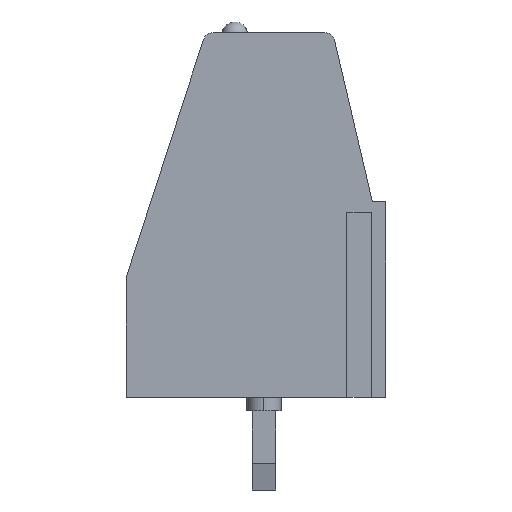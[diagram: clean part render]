
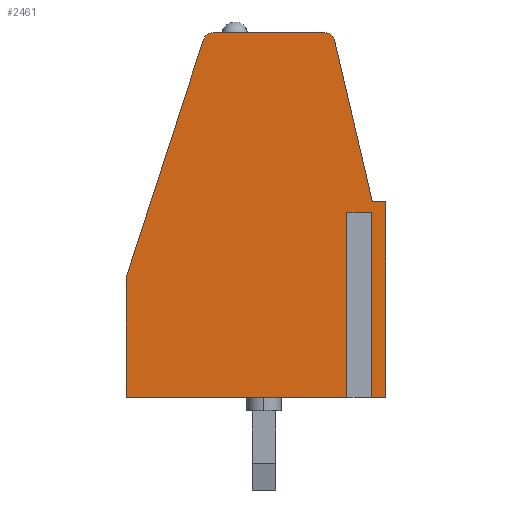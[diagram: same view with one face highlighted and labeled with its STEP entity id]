
A CAD part, left-side view. The second image highlights one B-rep face of the part: STEP entity #2461.
In plain terms, the highlighted planar face has unit normal (-1, 0, 0).
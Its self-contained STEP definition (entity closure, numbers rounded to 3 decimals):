
#2112=CARTESIAN_POINT('',(-5.08,-4.6,0.));
#2113=VERTEX_POINT('',#2112);
#2120=CARTESIAN_POINT('',(-5.08,-3.869,0.));
#2121=VERTEX_POINT('',#2120);
#2122=CARTESIAN_POINT('',(-5.08,-4.6,0.));
#2123=DIRECTION('',(0.0,1.0,0.0));
#2124=VECTOR('',#2123,0.731);
#2125=LINE('',#2122,#2124);
#2126=EDGE_CURVE('',#2113,#2121,#2125,.T.);
#2176=CARTESIAN_POINT('',(-5.08,-3.331,0.));
#2177=VERTEX_POINT('',#2176);
#2184=CARTESIAN_POINT('',(-5.08,5.2,0.));
#2185=VERTEX_POINT('',#2184);
#2186=CARTESIAN_POINT('',(-5.08,-3.331,0.));
#2187=DIRECTION('',(0.0,1.0,0.0));
#2188=VECTOR('',#2187,8.531);
#2189=LINE('',#2186,#2188);
#2190=EDGE_CURVE('',#2177,#2185,#2189,.T.);
#2366=CARTESIAN_POINT('',(-5.08,-5.09,-0.69));
#2367=DIRECTION('',(1.0,0.0,0.0));
#2368=DIRECTION('',(0.0,1.0,0.0));
#2369=AXIS2_PLACEMENT_3D('',#2366,#2367,#2368);
#2370=PLANE('',#2369);
#2371=CARTESIAN_POINT('',(-5.08,2.29,13.524));
#2372=VERTEX_POINT('',#2371);
#2373=CARTESIAN_POINT('',(-5.08,1.909,13.8));
#2374=VERTEX_POINT('',#2373);
#2375=CARTESIAN_POINT('',(-5.08,1.909,13.4));
#2376=DIRECTION('',(1.0,0.0,0.0));
#2377=DIRECTION('',(0.0,1.0,0.0));
#2378=AXIS2_PLACEMENT_3D('',#2375,#2376,#2377);
#2379=CIRCLE('',#2378,0.4);
#2380=EDGE_CURVE('',#2372,#2374,#2379,.T.);
#2381=ORIENTED_EDGE('',*,*,#2380,.F.);
#2382=CARTESIAN_POINT('',(-5.08,5.2,4.567));
#2383=VERTEX_POINT('',#2382);
#2384=CARTESIAN_POINT('',(-5.08,2.29,13.524));
#2385=DIRECTION('',(0.,0.309,-0.951));
#2386=VECTOR('',#2385,9.418);
#2387=LINE('',#2384,#2386);
#2388=EDGE_CURVE('',#2372,#2383,#2387,.T.);
#2389=ORIENTED_EDGE('',*,*,#2388,.T.);
#2390=CARTESIAN_POINT('',(-5.08,5.2,4.567));
#2391=DIRECTION('',(0.0,0.0,-1.0));
#2392=VECTOR('',#2391,4.567);
#2393=LINE('',#2390,#2392);
#2394=EDGE_CURVE('',#2383,#2185,#2393,.T.);
#2395=ORIENTED_EDGE('',*,*,#2394,.T.);
#2396=ORIENTED_EDGE('',*,*,#2190,.F.);
#2397=CARTESIAN_POINT('',(-5.08,-3.331,7.));
#2398=VERTEX_POINT('',#2397);
#2399=CARTESIAN_POINT('',(-5.08,-3.331,7.));
#2400=DIRECTION('',(0.0,0.0,-1.0));
#2401=VECTOR('',#2400,7.);
#2402=LINE('',#2399,#2401);
#2403=EDGE_CURVE('',#2398,#2177,#2402,.T.);
#2404=ORIENTED_EDGE('',*,*,#2403,.F.);
#2405=CARTESIAN_POINT('',(-5.08,-3.869,7.));
#2406=VERTEX_POINT('',#2405);
#2407=CARTESIAN_POINT('',(-5.08,-3.869,7.));
#2408=DIRECTION('',(0.0,1.0,0.0));
#2409=VECTOR('',#2408,0.538);
#2410=LINE('',#2407,#2409);
#2411=EDGE_CURVE('',#2406,#2398,#2410,.T.);
#2412=ORIENTED_EDGE('',*,*,#2411,.F.);
#2413=CARTESIAN_POINT('',(-5.08,-3.869,7.));
#2414=DIRECTION('',(0.0,0.0,-1.0));
#2415=VECTOR('',#2414,7.);
#2416=LINE('',#2413,#2415);
#2417=EDGE_CURVE('',#2406,#2121,#2416,.T.);
#2418=ORIENTED_EDGE('',*,*,#2417,.T.);
#2419=ORIENTED_EDGE('',*,*,#2126,.F.);
#2420=CARTESIAN_POINT('',(-5.08,-4.6,7.4));
#2421=VERTEX_POINT('',#2420);
#2422=CARTESIAN_POINT('',(-5.08,-4.6,7.4));
#2423=DIRECTION('',(0.0,0.0,-1.0));
#2424=VECTOR('',#2423,7.4);
#2425=LINE('',#2422,#2424);
#2426=EDGE_CURVE('',#2421,#2113,#2425,.T.);
#2427=ORIENTED_EDGE('',*,*,#2426,.F.);
#2428=CARTESIAN_POINT('',(-5.08,-4.1,7.4));
#2429=VERTEX_POINT('',#2428);
#2430=CARTESIAN_POINT('',(-5.08,-4.6,7.4));
#2431=DIRECTION('',(0.0,1.0,0.0));
#2432=VECTOR('',#2431,0.5);
#2433=LINE('',#2430,#2432);
#2434=EDGE_CURVE('',#2421,#2429,#2433,.T.);
#2435=ORIENTED_EDGE('',*,*,#2434,.T.);
#2436=CARTESIAN_POINT('',(-5.08,-2.672,13.491));
#2437=VERTEX_POINT('',#2436);
#2438=CARTESIAN_POINT('',(-5.08,-2.672,13.491));
#2439=DIRECTION('',(0.,-0.228,-0.974));
#2440=VECTOR('',#2439,6.256);
#2441=LINE('',#2438,#2440);
#2442=EDGE_CURVE('',#2437,#2429,#2441,.T.);
#2443=ORIENTED_EDGE('',*,*,#2442,.F.);
#2444=CARTESIAN_POINT('',(-5.08,-2.283,13.8));
#2445=VERTEX_POINT('',#2444);
#2446=CARTESIAN_POINT('',(-5.08,-2.283,13.4));
#2447=DIRECTION('',(1.0,0.0,0.0));
#2448=DIRECTION('',(0.0,1.0,0.0));
#2449=AXIS2_PLACEMENT_3D('',#2446,#2447,#2448);
#2450=CIRCLE('',#2449,0.4);
#2451=EDGE_CURVE('',#2445,#2437,#2450,.T.);
#2452=ORIENTED_EDGE('',*,*,#2451,.F.);
#2453=CARTESIAN_POINT('',(-5.08,-2.283,13.8));
#2454=DIRECTION('',(0.0,1.0,0.0));
#2455=VECTOR('',#2454,4.192);
#2456=LINE('',#2453,#2455);
#2457=EDGE_CURVE('',#2445,#2374,#2456,.T.);
#2458=ORIENTED_EDGE('',*,*,#2457,.T.);
#2459=EDGE_LOOP('',(#2381,#2389,#2395,#2396,#2404,#2412,#2418,#2419,#2427,#2435,#2443,#2452,#2458));
#2460=FACE_OUTER_BOUND('',#2459,.T.);
#2461=ADVANCED_FACE('',(#2460),#2370,.F.);
